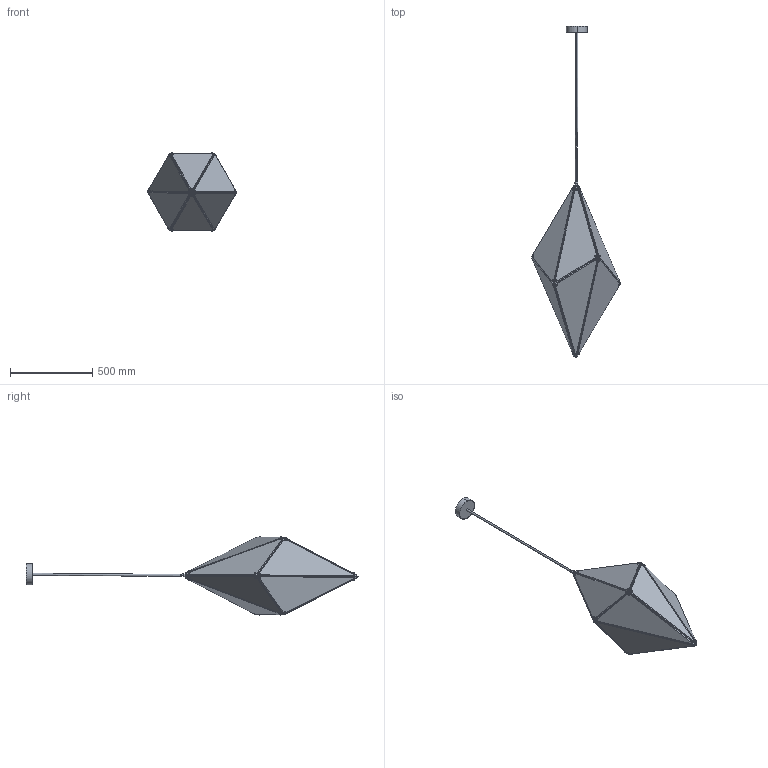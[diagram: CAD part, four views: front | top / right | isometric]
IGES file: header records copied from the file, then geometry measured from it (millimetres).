
Start section: SolidWorks IGES file using analytic representation for surfaces
Global section: file name: MAX42V - Maxhedron 42 inches - Vertical.IGS; native system: SolidWorks 2015; preprocessor: SolidWorks 2015; author: Design; date: 190325.161736; units: millimetre
Bounding box: 537.25 x 2017.7 x 474.84 mm (x, y, z)
Surface area: 2074648.4 mm2 (no closed solid volume)
Topology: 0 solids, 2 shells, 605 faces, 1594 edges, 950 vertices
Faces by surface type: plane 377, revolution 228
